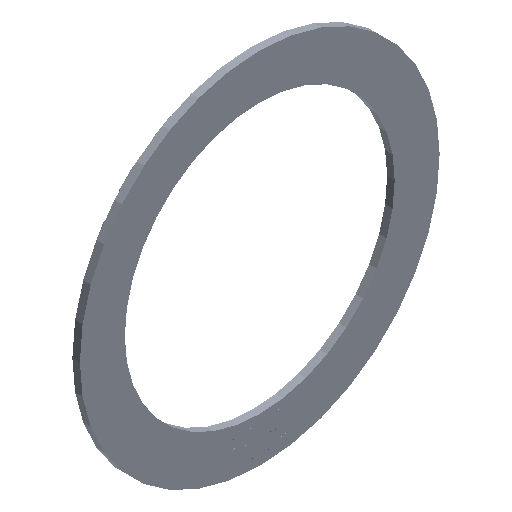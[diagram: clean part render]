
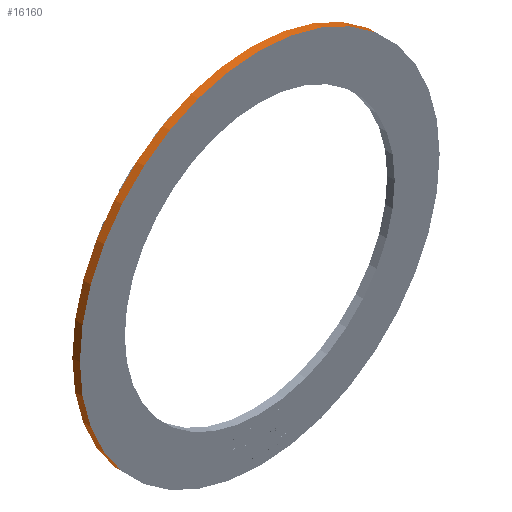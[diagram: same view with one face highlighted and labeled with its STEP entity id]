
A CAD part, isometric view. The second image highlights one B-rep face of the part: STEP entity #16160.
In plain terms, the highlighted cylindrical face has radius 36 mm (diameter 72 mm), a full revolution.
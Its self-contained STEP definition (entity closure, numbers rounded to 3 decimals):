
#1505=CIRCLE('',#16945,36.);
#1556=CIRCLE('',#17139,36.);
#1643=CYLINDRICAL_SURFACE('',#17138,36.);
#2533=FACE_OUTER_BOUND('',#3497,.T.);
#3497=EDGE_LOOP('',(#14732,#14733,#14734,#14735));
#4956=LINE('',#35591,#6412);
#6412=VECTOR('',#20501,36.);
#7413=VERTEX_POINT('',#32057);
#7898=VERTEX_POINT('',#35590);
#9453=EDGE_CURVE('',#7413,#7413,#1505,.T.);
#10180=EDGE_CURVE('',#7413,#7898,#4956,.T.);
#10181=EDGE_CURVE('',#7898,#7898,#1556,.T.);
#14732=ORIENTED_EDGE('',*,*,#9453,.F.);
#14733=ORIENTED_EDGE('',*,*,#10180,.T.);
#14734=ORIENTED_EDGE('',*,*,#10181,.F.);
#14735=ORIENTED_EDGE('',*,*,#10180,.F.);
#16160=ADVANCED_FACE('',(#2533),#1643,.T.);
#16945=AXIS2_PLACEMENT_3D('',#32058,#19679,#19680);
#17138=AXIS2_PLACEMENT_3D('',#35589,#20499,#20500);
#17139=AXIS2_PLACEMENT_3D('',#35592,#20502,#20503);
#19679=DIRECTION('center_axis',(0.,-1.,0.));
#19680=DIRECTION('ref_axis',(1.,0.,0.));
#20499=DIRECTION('center_axis',(0.,-1.,0.));
#20500=DIRECTION('ref_axis',(1.,0.,0.));
#20501=DIRECTION('',(0.,1.,0.));
#20502=DIRECTION('center_axis',(0.,1.,0.));
#20503=DIRECTION('ref_axis',(1.,0.,0.));
#32057=CARTESIAN_POINT('',(-36.,-1.5,0.));
#32058=CARTESIAN_POINT('Origin',(0.,-1.5,0.));
#35589=CARTESIAN_POINT('Origin',(0.,0.,0.));
#35590=CARTESIAN_POINT('',(-36.,0.,0.));
#35591=CARTESIAN_POINT('',(-36.,0.,0.));
#35592=CARTESIAN_POINT('Origin',(0.,0.,0.));
